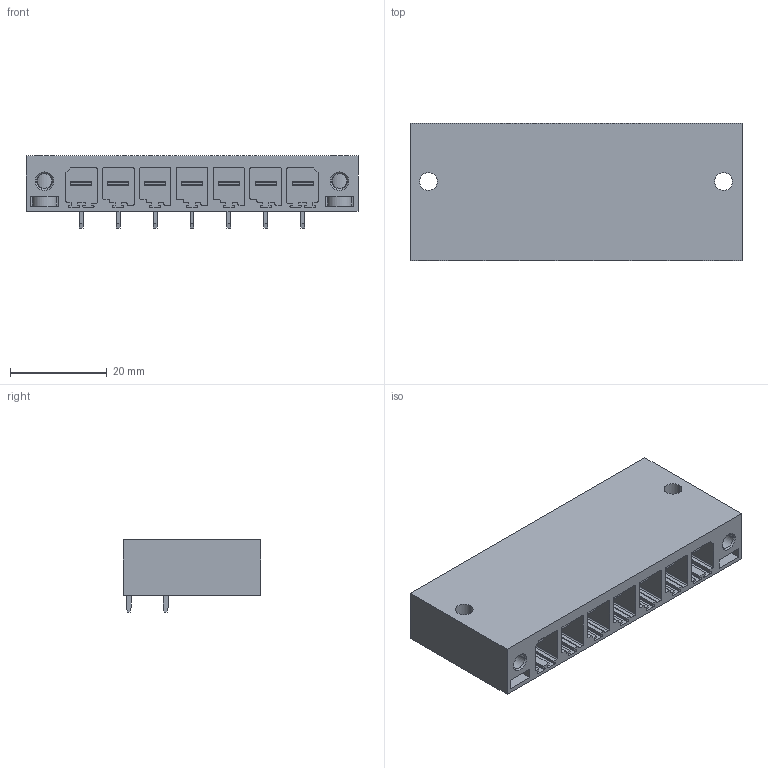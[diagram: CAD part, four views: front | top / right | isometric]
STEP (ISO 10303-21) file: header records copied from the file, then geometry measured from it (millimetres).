
FILE_DESCRIPTION(('CATIA V5 STEP Exchange','CAx-IF Rec.Pracs.--- Model Styling and Organization---1.2---2011-12-15'),'2;1');
FILE_NAME ('D1459458_0_1931530000_1931530000.stp','2018-11-29T07:45:07+00:00',('none'),('Weidmueller'),'CATIA Version 5-6 Release 2014','CATIA V5 STEP AP214','none');
FILE_SCHEMA(('AUTOMOTIVE_DESIGN { 1 0 10303 214 1 1 1 1 }'));
Length unit declared in the file: millimetre
Products named in the file (1): 1931530000
Bounding box: 68.58 x 28.3 x 14.9 mm (x, y, z)
Volume: 15471.6 mm3; surface area: 14216.2 mm2
Topology: 10 solids, 10 shells, 588 faces, 1662 edges, 1098 vertices
Faces by surface type: plane 464, cylinder 120, cone 4
Entity records: 17424 total; most frequent: ORIENTED_EDGE 3324, CARTESIAN_POINT 3081, DIRECTION 2302, EDGE_CURVE 1662, VECTOR 1418, LINE 1418, VERTEX_POINT 1098, EDGE_LOOP 622
